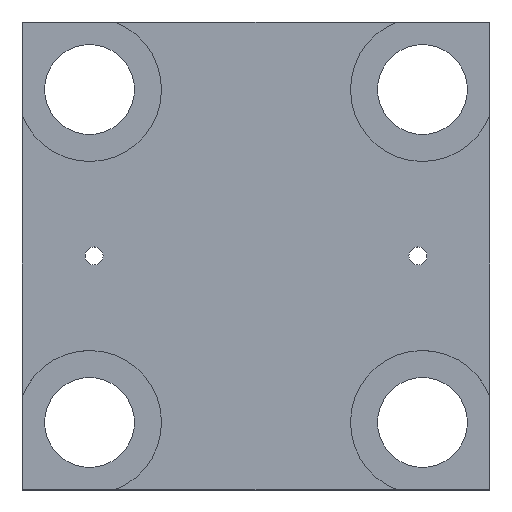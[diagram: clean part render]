
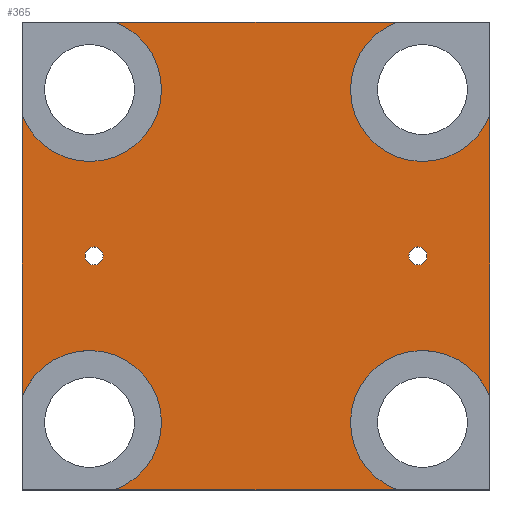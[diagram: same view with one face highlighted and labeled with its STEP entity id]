
A CAD part, top view. The second image highlights one B-rep face of the part: STEP entity #365.
In plain terms, the highlighted planar face has unit normal (0, 0, 1).
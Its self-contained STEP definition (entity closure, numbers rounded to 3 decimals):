
#57=CARTESIAN_POINT('Axis2P3D Location',(-18.,0.,3.)) ;
#61=CARTESIAN_POINT('Vertex',(-19.,0.,3.)) ;
#63=CARTESIAN_POINT('Vertex',(-17.,0.,3.)) ;
#92=CARTESIAN_POINT('Axis2P3D Location',(-18.,0.,3.)) ;
#114=CARTESIAN_POINT('Axis2P3D Location',(18.,0.,3.)) ;
#118=CARTESIAN_POINT('Vertex',(19.,0.,3.)) ;
#120=CARTESIAN_POINT('Vertex',(17.,0.,3.)) ;
#149=CARTESIAN_POINT('Axis2P3D Location',(18.,0.,3.)) ;
#286=CARTESIAN_POINT('Axis2P3D Location',(0.,0.,3.)) ;
#291=CARTESIAN_POINT('Axis2P3D Location',(-18.5,-18.5,3.)) ;
#295=CARTESIAN_POINT('Vertex',(-15.716,-26.,3.)) ;
#297=CARTESIAN_POINT('Vertex',(-26.,-15.716,3.)) ;
#300=CARTESIAN_POINT('Line Origine',(0.,-26.,3.)) ;
#304=CARTESIAN_POINT('Vertex',(15.716,-26.,3.)) ;
#307=CARTESIAN_POINT('Axis2P3D Location',(18.5,-18.5,3.)) ;
#311=CARTESIAN_POINT('Vertex',(26.,-15.716,3.)) ;
#314=CARTESIAN_POINT('Line Origine',(26.,0.,3.)) ;
#318=CARTESIAN_POINT('Vertex',(26.,15.716,3.)) ;
#321=CARTESIAN_POINT('Axis2P3D Location',(18.5,18.5,3.)) ;
#325=CARTESIAN_POINT('Vertex',(15.716,26.,3.)) ;
#328=CARTESIAN_POINT('Line Origine',(0.,26.,3.)) ;
#332=CARTESIAN_POINT('Vertex',(-15.716,26.,3.)) ;
#335=CARTESIAN_POINT('Axis2P3D Location',(-18.5,18.5,3.)) ;
#339=CARTESIAN_POINT('Vertex',(-26.,15.716,3.)) ;
#342=CARTESIAN_POINT('Line Origine',(-26.,0.,3.)) ;
#58=DIRECTION('Axis2P3D Direction',(0.,0.,1.)) ;
#93=DIRECTION('Axis2P3D Direction',(0.,0.,1.)) ;
#115=DIRECTION('Axis2P3D Direction',(0.,0.,1.)) ;
#150=DIRECTION('Axis2P3D Direction',(0.,0.,1.)) ;
#287=DIRECTION('Axis2P3D Direction',(0.,0.,1.)) ;
#288=DIRECTION('Axis2P3D XDirection',(1.,0.,0.)) ;
#292=DIRECTION('Axis2P3D Direction',(0.,0.,1.)) ;
#301=DIRECTION('Vector Direction',(-1.,0.,0.)) ;
#308=DIRECTION('Axis2P3D Direction',(0.,0.,1.)) ;
#315=DIRECTION('Vector Direction',(0.,1.,0.)) ;
#322=DIRECTION('Axis2P3D Direction',(0.,0.,1.)) ;
#329=DIRECTION('Vector Direction',(1.,0.,0.)) ;
#336=DIRECTION('Axis2P3D Direction',(0.,0.,1.)) ;
#343=DIRECTION('Vector Direction',(0.,-1.,0.)) ;
#59=AXIS2_PLACEMENT_3D('Circle Axis2P3D',#57,#58,$) ;
#94=AXIS2_PLACEMENT_3D('Circle Axis2P3D',#92,#93,$) ;
#116=AXIS2_PLACEMENT_3D('Circle Axis2P3D',#114,#115,$) ;
#151=AXIS2_PLACEMENT_3D('Circle Axis2P3D',#149,#150,$) ;
#289=AXIS2_PLACEMENT_3D('Plane Axis2P3D',#286,#287,#288) ;
#293=AXIS2_PLACEMENT_3D('Circle Axis2P3D',#291,#292,$) ;
#309=AXIS2_PLACEMENT_3D('Circle Axis2P3D',#307,#308,$) ;
#323=AXIS2_PLACEMENT_3D('Circle Axis2P3D',#321,#322,$) ;
#337=AXIS2_PLACEMENT_3D('Circle Axis2P3D',#335,#336,$) ;
#348=ORIENTED_EDGE('',*,*,#299,.F.) ;
#349=ORIENTED_EDGE('',*,*,#306,.T.) ;
#350=ORIENTED_EDGE('',*,*,#313,.F.) ;
#351=ORIENTED_EDGE('',*,*,#320,.T.) ;
#352=ORIENTED_EDGE('',*,*,#327,.F.) ;
#353=ORIENTED_EDGE('',*,*,#334,.T.) ;
#354=ORIENTED_EDGE('',*,*,#341,.F.) ;
#355=ORIENTED_EDGE('',*,*,#346,.T.) ;
#358=ORIENTED_EDGE('',*,*,#65,.F.) ;
#359=ORIENTED_EDGE('',*,*,#96,.F.) ;
#362=ORIENTED_EDGE('',*,*,#122,.F.) ;
#363=ORIENTED_EDGE('',*,*,#153,.F.) ;
#360=FACE_BOUND('',#357,.T.) ;
#364=FACE_BOUND('',#361,.T.) ;
#302=VECTOR('Line Direction',#301,1.) ;
#316=VECTOR('Line Direction',#315,1.) ;
#330=VECTOR('Line Direction',#329,1.) ;
#344=VECTOR('Line Direction',#343,1.) ;
#365=ADVANCED_FACE('PartBody',(#356,#360,#364),#290,.T.) ;
#60=CIRCLE('generated circle',#59,1.) ;
#95=CIRCLE('generated circle',#94,1.) ;
#117=CIRCLE('generated circle',#116,1.) ;
#152=CIRCLE('generated circle',#151,1.) ;
#294=CIRCLE('generated circle',#293,8.) ;
#310=CIRCLE('generated circle',#309,8.) ;
#324=CIRCLE('generated circle',#323,8.) ;
#338=CIRCLE('generated circle',#337,8.) ;
#65=EDGE_CURVE('',#62,#64,#60,.T.) ;
#96=EDGE_CURVE('',#64,#62,#95,.T.) ;
#122=EDGE_CURVE('',#119,#121,#117,.T.) ;
#153=EDGE_CURVE('',#121,#119,#152,.T.) ;
#299=EDGE_CURVE('',#296,#298,#294,.T.) ;
#306=EDGE_CURVE('',#296,#305,#303,.F.) ;
#313=EDGE_CURVE('',#312,#305,#310,.T.) ;
#320=EDGE_CURVE('',#312,#319,#317,.T.) ;
#327=EDGE_CURVE('',#326,#319,#324,.T.) ;
#334=EDGE_CURVE('',#326,#333,#331,.F.) ;
#341=EDGE_CURVE('',#340,#333,#338,.T.) ;
#346=EDGE_CURVE('',#340,#298,#345,.T.) ;
#347=EDGE_LOOP('',(#348,#349,#350,#351,#352,#353,#354,#355)) ;
#357=EDGE_LOOP('',(#358,#359)) ;
#361=EDGE_LOOP('',(#362,#363)) ;
#356=FACE_OUTER_BOUND('',#347,.T.) ;
#303=LINE('Line',#300,#302) ;
#317=LINE('Line',#314,#316) ;
#331=LINE('Line',#328,#330) ;
#345=LINE('Line',#342,#344) ;
#290=PLANE('Plane',#289) ;
#62=VERTEX_POINT('',#61) ;
#64=VERTEX_POINT('',#63) ;
#119=VERTEX_POINT('',#118) ;
#121=VERTEX_POINT('',#120) ;
#296=VERTEX_POINT('',#295) ;
#298=VERTEX_POINT('',#297) ;
#305=VERTEX_POINT('',#304) ;
#312=VERTEX_POINT('',#311) ;
#319=VERTEX_POINT('',#318) ;
#326=VERTEX_POINT('',#325) ;
#333=VERTEX_POINT('',#332) ;
#340=VERTEX_POINT('',#339) ;
